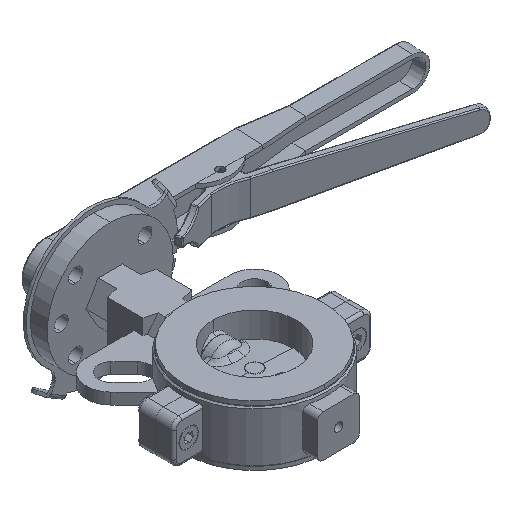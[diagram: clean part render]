
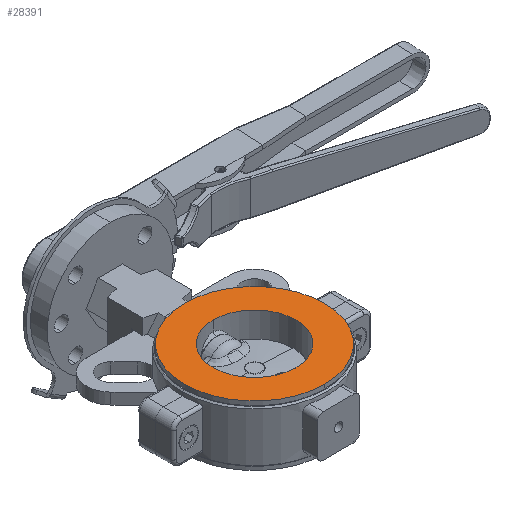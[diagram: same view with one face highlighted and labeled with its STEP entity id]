
A CAD part, isometric view. The second image highlights one B-rep face of the part: STEP entity #28391.
In plain terms, the highlighted planar face has unit normal (0, 0, 1).
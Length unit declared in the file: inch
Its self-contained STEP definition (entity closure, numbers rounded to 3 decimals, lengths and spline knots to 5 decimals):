
#1266 = CIRCLE ( 'NONE', #18628, 1.9685 ) ;
#2025 = CARTESIAN_POINT ( 'NONE',  ( 3.22788, 4.40846, 4.07434 ) ) ;
#2878 = DIRECTION ( 'NONE',  ( 0., 0., -1. ) ) ;
#3093 = PLANE ( 'NONE',  #17201 ) ;
#3672 = EDGE_CURVE ( 'NONE', #30660, #31200, #19753, .T. ) ;
#5945 = ORIENTED_EDGE ( 'NONE', *, *, #3672, .T. ) ;
#6315 = DIRECTION ( 'NONE',  ( 0., 0., -1. ) ) ;
#8679 = CARTESIAN_POINT ( 'NONE',  ( 3.22788, 5.56988, 4.07434 ) ) ;
#8730 = EDGE_CURVE ( 'NONE', #10757, #9159, #23194, .T. ) ;
#9159 = VERTEX_POINT ( 'NONE', #31485 ) ;
#9804 = DIRECTION ( 'NONE',  ( 0., 1., 0. ) ) ;
#10213 = DIRECTION ( 'NONE',  ( 0., 0., -1. ) ) ;
#10757 = VERTEX_POINT ( 'NONE', #15138 ) ;
#12780 = FACE_OUTER_BOUND ( 'NONE', #19071, .T. ) ;
#12947 = CARTESIAN_POINT ( 'NONE',  ( 3.22788, 4.40846, 4.07434 ) ) ;
#13021 = EDGE_LOOP ( 'NONE', ( #5945, #21558 ) ) ;
#15138 = CARTESIAN_POINT ( 'NONE',  ( 3.22788, 6.37696, 4.07434 ) ) ;
#15794 = CARTESIAN_POINT ( 'NONE',  ( 3.22788, 4.40846, 4.07434 ) ) ;
#16685 = CARTESIAN_POINT ( 'NONE',  ( 3.22788, 4.40846, 4.07434 ) ) ;
#16888 = DIRECTION ( 'NONE',  ( 0., 1., 0. ) ) ;
#17185 = CIRCLE ( 'NONE', #24811, 1.16142 ) ;
#17201 = AXIS2_PLACEMENT_3D ( 'NONE', #12947, #10213, #26226 ) ;
#17514 = AXIS2_PLACEMENT_3D ( 'NONE', #15794, #2878, #20205 ) ;
#18628 = AXIS2_PLACEMENT_3D ( 'NONE', #19262, #24575, #16888 ) ;
#18969 = CARTESIAN_POINT ( 'NONE',  ( 3.22788, 3.24704, 4.07434 ) ) ;
#19071 = EDGE_LOOP ( 'NONE', ( #23090, #29182 ) ) ;
#19211 = DIRECTION ( 'NONE',  ( 0., 1., 0. ) ) ;
#19262 = CARTESIAN_POINT ( 'NONE',  ( 3.22788, 4.40846, 4.07434 ) ) ;
#19753 = CIRCLE ( 'NONE', #17514, 1.16142 ) ;
#19866 = AXIS2_PLACEMENT_3D ( 'NONE', #2025, #25997, #9804 ) ;
#20205 = DIRECTION ( 'NONE',  ( 0., 1., 0. ) ) ;
#21558 = ORIENTED_EDGE ( 'NONE', *, *, #22737, .T. ) ;
#22737 = EDGE_CURVE ( 'NONE', #31200, #30660, #17185, .T. ) ;
#23090 = ORIENTED_EDGE ( 'NONE', *, *, #26977, .F. ) ;
#23194 = CIRCLE ( 'NONE', #19866, 1.9685 ) ;
#23369 = FACE_BOUND ( 'NONE', #13021, .T. ) ;
#24575 = DIRECTION ( 'NONE',  ( 0., 0., -1. ) ) ;
#24811 = AXIS2_PLACEMENT_3D ( 'NONE', #16685, #6315, #19211 ) ;
#25997 = DIRECTION ( 'NONE',  ( 0., 0., -1. ) ) ;
#26226 = DIRECTION ( 'NONE',  ( 0., 1., 0. ) ) ;
#26977 = EDGE_CURVE ( 'NONE', #9159, #10757, #1266, .T. ) ;
#28391 = ADVANCED_FACE ( 'NONE', ( #12780, #23369 ), #3093, .F. ) ;
#29182 = ORIENTED_EDGE ( 'NONE', *, *, #8730, .F. ) ;
#30660 = VERTEX_POINT ( 'NONE', #18969 ) ;
#31200 = VERTEX_POINT ( 'NONE', #8679 ) ;
#31485 = CARTESIAN_POINT ( 'NONE',  ( 3.22788, 2.43995, 4.07434 ) ) ;
